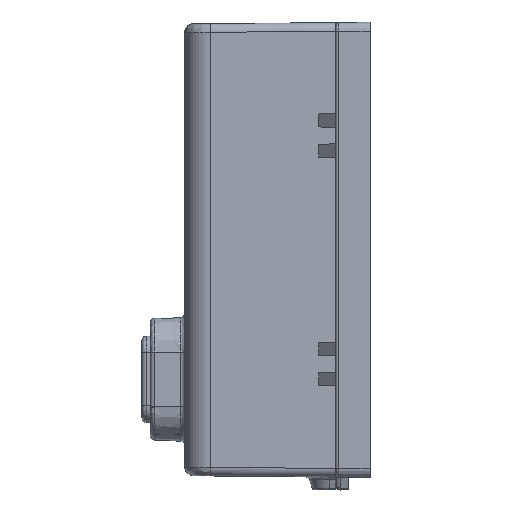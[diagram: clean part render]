
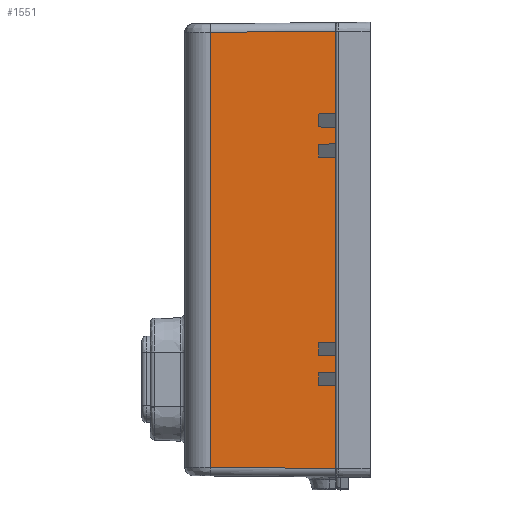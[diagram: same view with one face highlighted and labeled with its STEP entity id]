
A CAD part, left-side view. The second image highlights one B-rep face of the part: STEP entity #1551.
In plain terms, the highlighted planar face has unit normal (-1, 0.009, 0).
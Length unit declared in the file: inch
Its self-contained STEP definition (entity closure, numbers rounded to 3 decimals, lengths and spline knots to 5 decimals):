
#1540 = ORIENTED_EDGE ( 'NONE', *, *, #31010, .T. ) ;
#1541 = ORIENTED_EDGE ( 'NONE', *, *, #30932, .T. ) ;
#1551 = ADVANCED_FACE ( 'NONE', ( #24673 ), #24669, .T. ) ;
#1552 = EDGE_LOOP ( 'NONE', ( #1553, #1540, #1541, #1926 ) ) ;
#1553 = ORIENTED_EDGE ( 'NONE', *, *, #9664, .F. ) ;
#1926 = ORIENTED_EDGE ( 'NONE', *, *, #11954, .T. ) ;
#9642 = VERTEX_POINT ( 'NONE', #17070 ) ;
#9664 = EDGE_CURVE ( 'NONE', #9642, #9666, #17144, .T. ) ;
#9666 = VERTEX_POINT ( 'NONE', #17137 ) ;
#11954 = EDGE_CURVE ( 'NONE', #30929, #9666, #31515, .T. ) ;
#17070 = CARTESIAN_POINT ( 'NONE',  ( -0.54134, 0.15748, 0.99803 ) ) ;
#17137 = CARTESIAN_POINT ( 'NONE',  ( -0.54134, 0.15748, -0.99803 ) ) ;
#17139 = DIRECTION ( 'NONE',  ( 0., 0., -1. ) ) ;
#17141 = VECTOR ( 'NONE', #17139, 39.37008 ) ;
#17142 = CARTESIAN_POINT ( 'NONE',  ( -0.54134, 0.15748, 1.1811 ) ) ;
#17144 = LINE ( 'NONE', #17142, #17141 ) ;
#18571 = CARTESIAN_POINT ( 'NONE',  ( -0.53635, 0.72938, 0.99304 ) ) ;
#18996 = DIRECTION ( 'NONE',  ( 0., 0., -1. ) ) ;
#18997 = VECTOR ( 'NONE', #18996, 39.37008 ) ;
#18998 = CARTESIAN_POINT ( 'NONE',  ( -0.53635, 0.72938, -1.07703 ) ) ;
#18999 = LINE ( 'NONE', #18998, #18997 ) ;
#19001 = CARTESIAN_POINT ( 'NONE',  ( -0.53635, 0.72938, -0.99304 ) ) ;
#19057 = DIRECTION ( 'NONE',  ( 0.009, 1., -0.009 ) ) ;
#19058 = VECTOR ( 'NONE', #19057, 39.37008 ) ;
#19059 = CARTESIAN_POINT ( 'NONE',  ( -0.54134, 0.15748, 0.99803 ) ) ;
#19060 = LINE ( 'NONE', #19059, #19058 ) ;
#24666 = CARTESIAN_POINT ( 'NONE',  ( -0.54134, 0.15748, -1.07703 ) ) ;
#24667 = AXIS2_PLACEMENT_3D ( 'NONE', #24666, #24786, #24785 ) ;
#24669 = PLANE ( 'NONE',  #24667 ) ;
#24673 = FACE_OUTER_BOUND ( 'NONE', #1552, .T. ) ;
#24785 = DIRECTION ( 'NONE',  ( -0.009, -1., 0. ) ) ;
#24786 = DIRECTION ( 'NONE',  ( -1., 0.009, 0. ) ) ;
#30764 = VERTEX_POINT ( 'NONE', #18571 ) ;
#30929 = VERTEX_POINT ( 'NONE', #19001 ) ;
#30932 = EDGE_CURVE ( 'NONE', #30764, #30929, #18999, .T. ) ;
#31010 = EDGE_CURVE ( 'NONE', #9642, #30764, #19060, .T. ) ;
#31512 = DIRECTION ( 'NONE',  ( -0.009, -1., -0.009 ) ) ;
#31513 = VECTOR ( 'NONE', #31512, 39.37008 ) ;
#31514 = CARTESIAN_POINT ( 'NONE',  ( -0.53635, 0.72938, -0.99304 ) ) ;
#31515 = LINE ( 'NONE', #31514, #31513 ) ;
